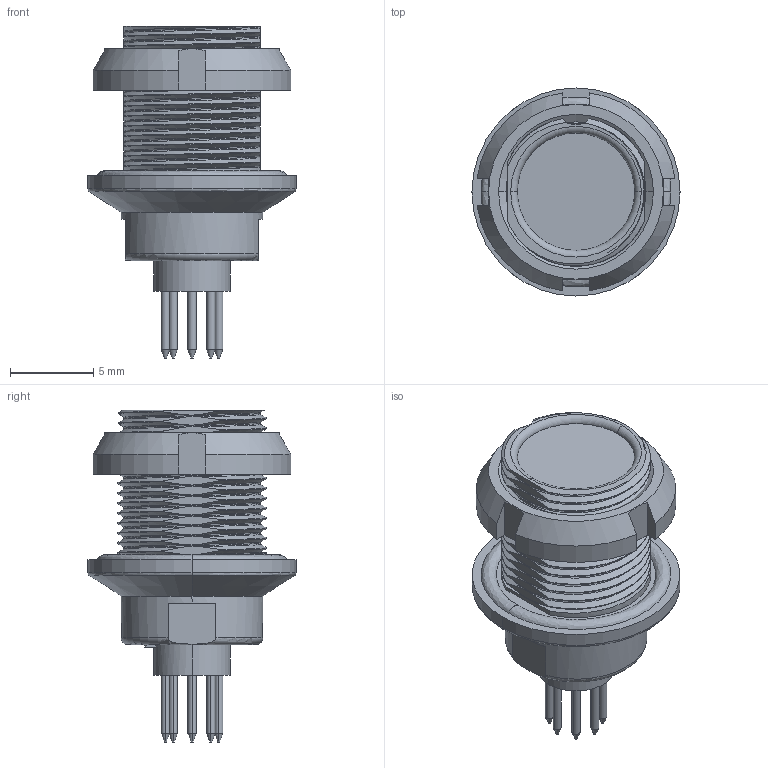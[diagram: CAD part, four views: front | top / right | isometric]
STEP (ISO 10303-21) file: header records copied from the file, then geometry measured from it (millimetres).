
FILE_DESCRIPTION (( 'STEP AP214' ), '1' );
FILE_NAME ('Customer-BB2330A94-09FP.STEP', '2019-01-16T10:03:22', ( '' ), ( '' ), 'SwSTEP 2.0', 'SolidWorks 2015', '' );
FILE_SCHEMA (( 'AUTOMOTIVE_DESIGN' ));
Length unit declared in the file: millimetre
Products named in the file (3): Customer-BB2330A94-09FP; P1634P329~0_YCP-ANN09ZB000XDefault; P2330A94~-c_1
Assembly tree (2 placements, depth 2):
  Customer-BB2330A94-09FP
    P2330A94~-c_1
    P1634P329~0_YCP-ANN09ZB000XDefault
Bounding box: 12.5 x 12.5 x 19.95 mm (x, y, z)
Volume: 1036.8 mm3; surface area: 1081.3 mm2
Topology: 2 solids, 2 shells, 282 faces, 760 edges, 495 vertices
Faces by surface type: bspline 88, cylinder 87, plane 75, cone 28, torus 4
Entity records: 16794 total; most frequent: CARTESIAN_POINT 10138, ORIENTED_EDGE 1520, DIRECTION 852, EDGE_CURVE 760, VERTEX_POINT 495, AXIS2_PLACEMENT_3D 325, EDGE_LOOP 297, FACE_OUTER_BOUND 282
